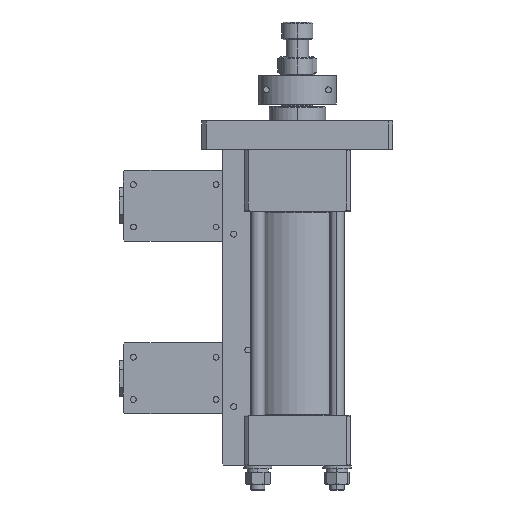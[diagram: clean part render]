
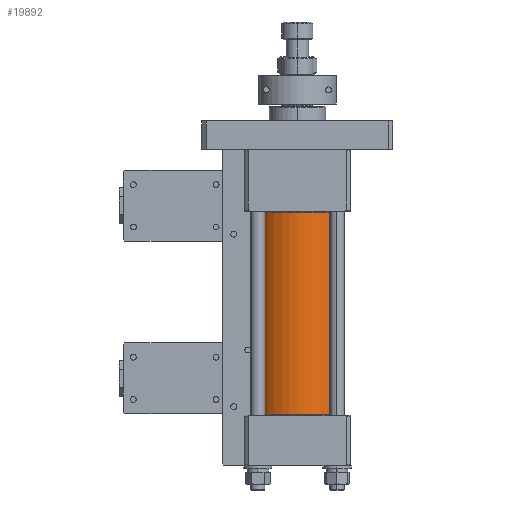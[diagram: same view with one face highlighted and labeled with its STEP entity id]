
A CAD part, front view. The second image highlights one B-rep face of the part: STEP entity #19892.
In plain terms, the highlighted cylindrical face has radius 32.5 mm (diameter 65 mm), a partial arc.
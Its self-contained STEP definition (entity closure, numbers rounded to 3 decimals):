
#4875 = VERTEX_POINT ( 'NONE', #16604 ) ;
#5112 = EDGE_CURVE ( '����8', #5236, #4875, #17025, .T. ) ;
#5236 = VERTEX_POINT ( 'NONE', #17132 ) ;
#16604 = CARTESIAN_POINT ( 'NONE',  ( -143.5, 0., -32.5 ) ) ;
#17021 = DIRECTION ( 'NONE',  ( 0., 0., 1. ) ) ;
#17022 = DIRECTION ( 'NONE',  ( -1., 0., 0. ) ) ;
#17023 = CARTESIAN_POINT ( 'NONE',  ( -143.5, 0., 0. ) ) ;
#17024 = AXIS2_PLACEMENT_3D ( 'NONE', #17023, #17022, #17021 ) ;
#17025 = CIRCLE ( 'NONE', #17024, 32.5 ) ;
#17132 = CARTESIAN_POINT ( 'NONE',  ( -143.5, 0., 32.5 ) ) ;
#19880 = EDGE_CURVE ( 'NONE', #19887, #5236, #34166, .T. ) ;
#19881 = ORIENTED_EDGE ( 'NONE', *, *, #19880, .F. ) ;
#19882 = ORIENTED_EDGE ( 'NONE', *, *, #5112, .F. ) ;
#19883 = EDGE_CURVE ( '����6', #19887, #19888, #34162, .T. ) ;
#19884 = ORIENTED_EDGE ( 'NONE', *, *, #19886, .T. ) ;
#19885 = ORIENTED_EDGE ( 'NONE', *, *, #19883, .T. ) ;
#19886 = EDGE_CURVE ( 'NONE', #19888, #4875, #34157, .T. ) ;
#19887 = VERTEX_POINT ( 'NONE', #34153 ) ;
#19888 = VERTEX_POINT ( 'NONE', #34152 ) ;
#19889 = EDGE_LOOP ( 'NONE', ( #19885, #19884, #19882, #19881 ) ) ;
#19892 = ADVANCED_FACE ( '��4', ( #34151 ), #34149, .T. ) ;
#34146 = DIRECTION ( 'NONE',  ( 0., 0., 1. ) ) ;
#34147 = DIRECTION ( 'NONE',  ( -1., 0., 0. ) ) ;
#34148 = AXIS2_PLACEMENT_3D ( 'NONE', #34150, #34147, #34146 ) ;
#34149 = CYLINDRICAL_SURFACE ( 'NONE', #34148, 32.5 ) ;
#34150 = CARTESIAN_POINT ( 'NONE',  ( -154., 0., 0. ) ) ;
#34151 = FACE_OUTER_BOUND ( 'NONE', #19889, .T. ) ;
#34152 = CARTESIAN_POINT ( 'NONE',  ( -0.5, 0., -32.5 ) ) ;
#34153 = CARTESIAN_POINT ( 'NONE',  ( -0.5, 0., 32.5 ) ) ;
#34154 = DIRECTION ( 'NONE',  ( -1., 0., 0. ) ) ;
#34155 = VECTOR ( 'NONE', #34154, 1000. ) ;
#34156 = CARTESIAN_POINT ( 'NONE',  ( -154., 0., -32.5 ) ) ;
#34157 = LINE ( 'NONE', #34156, #34155 ) ;
#34158 = DIRECTION ( 'NONE',  ( 0., 0., 1. ) ) ;
#34159 = DIRECTION ( 'NONE',  ( -1., 0., 0. ) ) ;
#34160 = CARTESIAN_POINT ( 'NONE',  ( -0.5, 0., 0. ) ) ;
#34161 = AXIS2_PLACEMENT_3D ( 'NONE', #34160, #34159, #34158 ) ;
#34162 = CIRCLE ( 'NONE', #34161, 32.5 ) ;
#34163 = DIRECTION ( 'NONE',  ( -1., 0., 0. ) ) ;
#34164 = VECTOR ( 'NONE', #34163, 1000. ) ;
#34165 = CARTESIAN_POINT ( 'NONE',  ( -154., 0., 32.5 ) ) ;
#34166 = LINE ( 'NONE', #34165, #34164 ) ;
